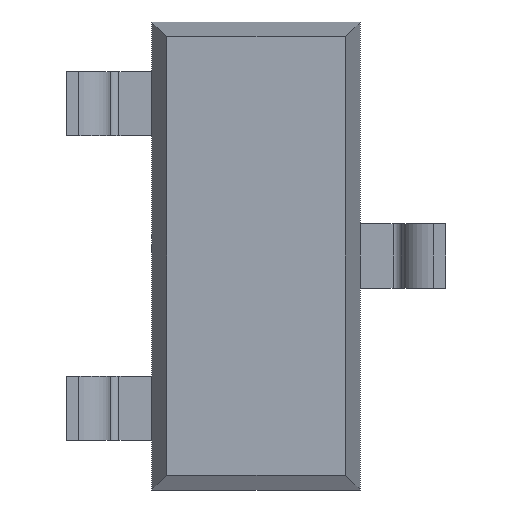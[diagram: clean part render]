
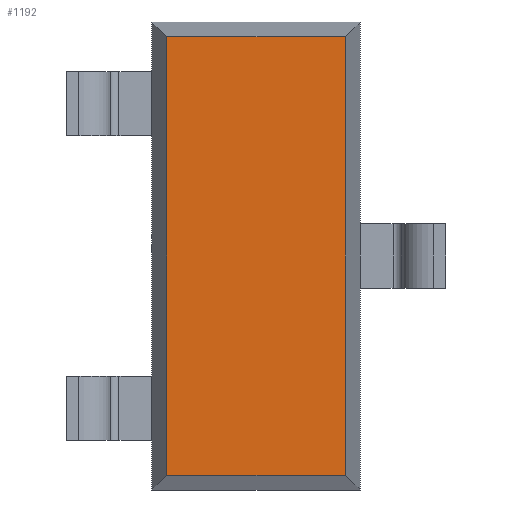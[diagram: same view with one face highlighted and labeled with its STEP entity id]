
A CAD part, front view. The second image highlights one B-rep face of the part: STEP entity #1192.
In plain terms, the highlighted planar face has unit normal (0, -1, 0).
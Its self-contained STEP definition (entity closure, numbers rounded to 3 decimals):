
#35 = VERTEX_POINT ( 'NONE', #275 ) ;
#74 = CARTESIAN_POINT ( 'NONE',  ( 0.556, 0.1, 1.366 ) ) ;
#170 = ORIENTED_EDGE ( 'NONE', *, *, #909, .T. ) ;
#230 = VERTEX_POINT ( 'NONE', #1393 ) ;
#275 = CARTESIAN_POINT ( 'NONE',  ( 0.556, 0.1, -1.366 ) ) ;
#303 = CARTESIAN_POINT ( 'NONE',  ( -0.65, 0.1, 1.366 ) ) ;
#392 = ORIENTED_EDGE ( 'NONE', *, *, #565, .T. ) ;
#444 = DIRECTION ( 'NONE',  ( 0., 0., 1. ) ) ;
#517 = CARTESIAN_POINT ( 'NONE',  ( -0.556, 0.1, -1.366 ) ) ;
#565 = EDGE_CURVE ( 'NONE', #35, #1650, #1341, .T. ) ;
#588 = CARTESIAN_POINT ( 'NONE',  ( 0.556, 0.1, 1.46 ) ) ;
#663 = DIRECTION ( 'NONE',  ( 0., 1., 0. ) ) ;
#704 = ORIENTED_EDGE ( 'NONE', *, *, #1083, .T. ) ;
#746 = DIRECTION ( 'NONE',  ( -1., 0., 0. ) ) ;
#793 = EDGE_LOOP ( 'NONE', ( #704, #931, #392, #170 ) ) ;
#820 = VERTEX_POINT ( 'NONE', #517 ) ;
#835 = VECTOR ( 'NONE', #1138, 1000. ) ;
#882 = VECTOR ( 'NONE', #1284, 1000. ) ;
#909 = EDGE_CURVE ( 'NONE', #1650, #230, #1516, .T. ) ;
#931 = ORIENTED_EDGE ( 'NONE', *, *, #1309, .T. ) ;
#1064 = DIRECTION ( 'NONE',  ( 0., 0., 1. ) ) ;
#1083 = EDGE_CURVE ( 'NONE', #230, #820, #1427, .T. ) ;
#1138 = DIRECTION ( 'NONE',  ( 0., 0., -1. ) ) ;
#1169 = LINE ( 'NONE', #1268, #882 ) ;
#1176 = CARTESIAN_POINT ( 'NONE',  ( 0., 0.1, 0. ) ) ;
#1192 = ADVANCED_FACE ( 'NONE', ( #1575 ), #1601, .F. ) ;
#1268 = CARTESIAN_POINT ( 'NONE',  ( 0.65, 0.1, -1.366 ) ) ;
#1281 = CARTESIAN_POINT ( 'NONE',  ( -0.556, 0.1, -1.46 ) ) ;
#1284 = DIRECTION ( 'NONE',  ( 1., 0., 0. ) ) ;
#1309 = EDGE_CURVE ( 'NONE', #820, #35, #1169, .T. ) ;
#1341 = LINE ( 'NONE', #588, #1514 ) ;
#1393 = CARTESIAN_POINT ( 'NONE',  ( -0.556, 0.1, 1.366 ) ) ;
#1407 = AXIS2_PLACEMENT_3D ( 'NONE', #1176, #663, #1064 ) ;
#1427 = LINE ( 'NONE', #1281, #835 ) ;
#1514 = VECTOR ( 'NONE', #444, 1000. ) ;
#1516 = LINE ( 'NONE', #303, #1624 ) ;
#1575 = FACE_OUTER_BOUND ( 'NONE', #793, .T. ) ;
#1601 = PLANE ( 'NONE',  #1407 ) ;
#1624 = VECTOR ( 'NONE', #746, 1000. ) ;
#1650 = VERTEX_POINT ( 'NONE', #74 ) ;
